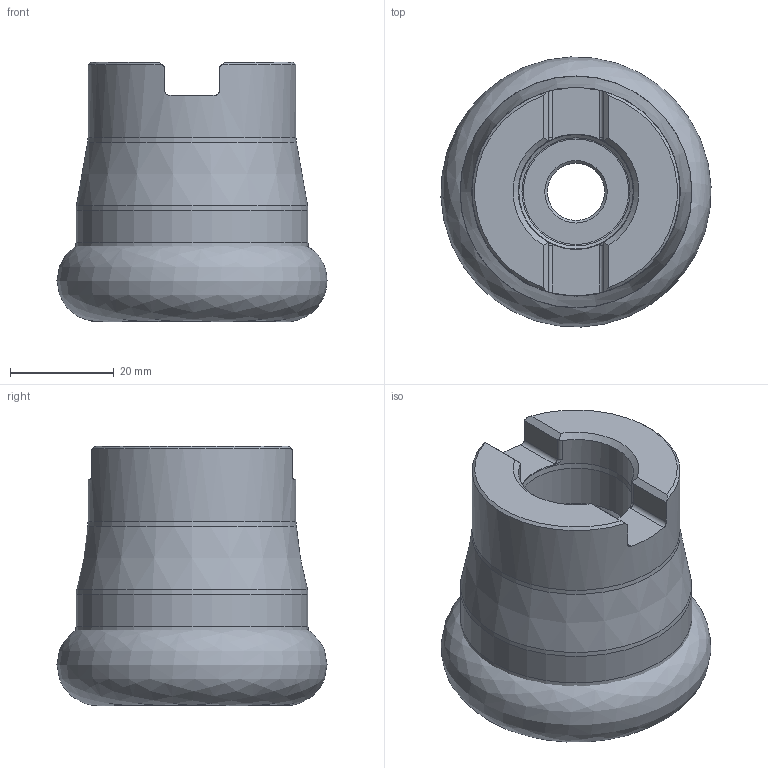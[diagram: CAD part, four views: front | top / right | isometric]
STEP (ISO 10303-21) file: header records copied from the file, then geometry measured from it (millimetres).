
FILE_DESCRIPTION(/* description */ (''),/* implementation_level */ '2;1');
FILE_NAME(/* name */ 'ax_step_export_ax_temp_1.stp',/* time_stamp */ '2019-12-12T12:03:05+01:00',/* author */ (''),/* organization */ (''),/* preprocessor_version */ 'ST-DEVELOPER v16.7',/* originating_system */ 'SIEMENS PLM Software NX 12.0',/* authorisation */ '');
FILE_SCHEMA (('AUTOMOTIVE_DESIGN { 1 0 10303 214 3 1 1 1 }'));
Length unit declared in the file: millimetre
Products named in the file (1): ax_temp_1
Bounding box: 51.95 x 51.95 x 50 mm (x, y, z)
Volume: 79486.5 mm3; surface area: 17805.4 mm2
Topology: 2 solids, 2 shells, 59 faces, 150 edges, 94 vertices
Faces by surface type: cylinder 20, plane 15, torus 12, cone 11, revolution 1
Full cylindrical faces by diameter (mm): 11 x1, 16.5 x1, 22.006 x1, 22.2 x1, 40 x1, 44.6 x1
Entity records: 2154 total; most frequent: CARTESIAN_POINT 454, DIRECTION 267, ORIENTED_EDGE 234, EDGE_CURVE 117, AXIS2_PLACEMENT_3D 117, VERTEX_POINT 84, EDGE_LOOP 82, PRESENTATION_STYLE_ASSIGNMENT 60
